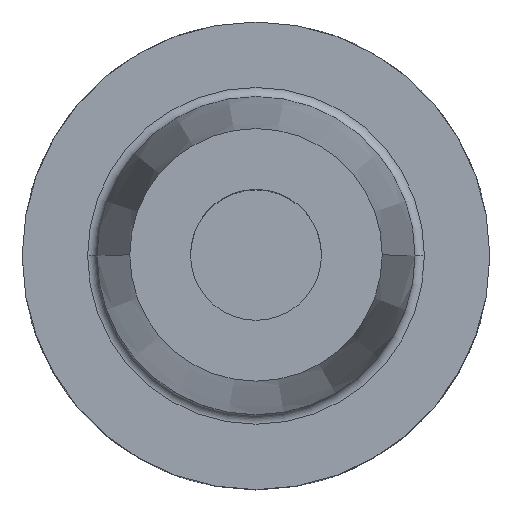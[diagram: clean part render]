
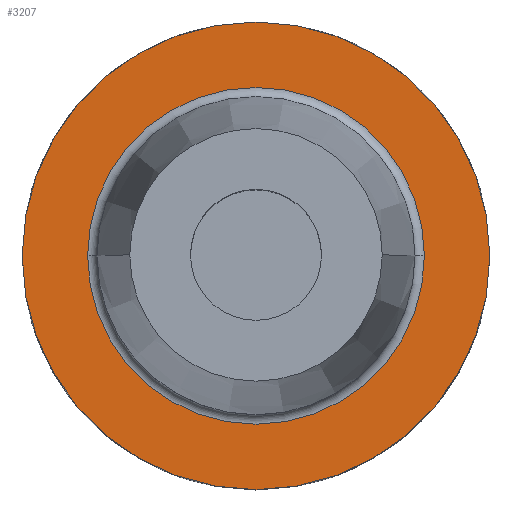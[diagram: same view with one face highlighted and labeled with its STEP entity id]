
A CAD part, top view. The second image highlights one B-rep face of the part: STEP entity #3207.
In plain terms, the highlighted planar face has unit normal (0, 0, 1).
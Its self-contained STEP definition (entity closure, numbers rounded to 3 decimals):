
#49 = CARTESIAN_POINT ( 'NONE',  ( 0., 0., 20. ) ) ;
#58 = CARTESIAN_POINT ( 'NONE',  ( 0., 0., 20. ) ) ;
#105 = VERTEX_POINT ( 'NONE', #983 ) ;
#432 = DIRECTION ( 'NONE',  ( 0., 0., -1. ) ) ;
#438 = DIRECTION ( 'NONE',  ( 1., 0., 0. ) ) ;
#476 = EDGE_CURVE ( 'NONE', #1092, #650, #3277, .T. ) ;
#650 = VERTEX_POINT ( 'NONE', #4103 ) ;
#726 = CARTESIAN_POINT ( 'NONE',  ( 0., 0., 20. ) ) ;
#736 = DIRECTION ( 'NONE',  ( 0., 0., 1. ) ) ;
#743 = DIRECTION ( 'NONE',  ( 1., 0., 0. ) ) ;
#757 = EDGE_LOOP ( 'NONE', ( #3609, #2979 ) ) ;
#983 = CARTESIAN_POINT ( 'NONE',  ( 18., 0., 20. ) ) ;
#1017 = AXIS2_PLACEMENT_3D ( 'NONE', #58, #2655, #438 ) ;
#1092 = VERTEX_POINT ( 'NONE', #2138 ) ;
#1341 = CARTESIAN_POINT ( 'NONE',  ( 0., 0., 20. ) ) ;
#1537 = CARTESIAN_POINT ( 'NONE',  ( -18., 0., 20. ) ) ;
#1624 = AXIS2_PLACEMENT_3D ( 'NONE', #49, #432, #3018 ) ;
#1718 = DIRECTION ( 'NONE',  ( -1., 0., 0. ) ) ;
#1820 = EDGE_LOOP ( 'NONE', ( #2297, #2031 ) ) ;
#1848 = FACE_OUTER_BOUND ( 'NONE', #1820, .T. ) ;
#1864 = VERTEX_POINT ( 'NONE', #1537 ) ;
#1886 = CARTESIAN_POINT ( 'NONE',  ( 0., 0., 20. ) ) ;
#2031 = ORIENTED_EDGE ( 'NONE', *, *, #476, .T. ) ;
#2138 = CARTESIAN_POINT ( 'NONE',  ( -25., 0., 20. ) ) ;
#2246 = DIRECTION ( 'NONE',  ( -1., 0., 0. ) ) ;
#2297 = ORIENTED_EDGE ( 'NONE', *, *, #4483, .T. ) ;
#2416 = AXIS2_PLACEMENT_3D ( 'NONE', #1886, #4405, #2246 ) ;
#2517 = AXIS2_PLACEMENT_3D ( 'NONE', #726, #736, #743 ) ;
#2619 = PLANE ( 'NONE',  #1624 ) ;
#2655 = DIRECTION ( 'NONE',  ( 0., 0., 1. ) ) ;
#2979 = ORIENTED_EDGE ( 'NONE', *, *, #3892, .T. ) ;
#3018 = DIRECTION ( 'NONE',  ( -1., 0., 0. ) ) ;
#3207 = ADVANCED_FACE ( 'NONE', ( #4716, #1848 ), #2619, .F. ) ;
#3277 = CIRCLE ( 'NONE', #2517, 25. ) ;
#3299 = AXIS2_PLACEMENT_3D ( 'NONE', #1341, #3893, #1718 ) ;
#3445 = CIRCLE ( 'NONE', #2416, 18. ) ;
#3609 = ORIENTED_EDGE ( 'NONE', *, *, #4272, .T. ) ;
#3820 = CIRCLE ( 'NONE', #1017, 25. ) ;
#3892 = EDGE_CURVE ( 'NONE', #105, #1864, #3445, .T. ) ;
#3893 = DIRECTION ( 'NONE',  ( 0., 0., -1. ) ) ;
#4027 = CIRCLE ( 'NONE', #3299, 18. ) ;
#4103 = CARTESIAN_POINT ( 'NONE',  ( 25., 0., 20. ) ) ;
#4272 = EDGE_CURVE ( 'NONE', #1864, #105, #4027, .T. ) ;
#4405 = DIRECTION ( 'NONE',  ( 0., 0., -1. ) ) ;
#4483 = EDGE_CURVE ( 'NONE', #650, #1092, #3820, .T. ) ;
#4716 = FACE_BOUND ( 'NONE', #757, .T. ) ;
